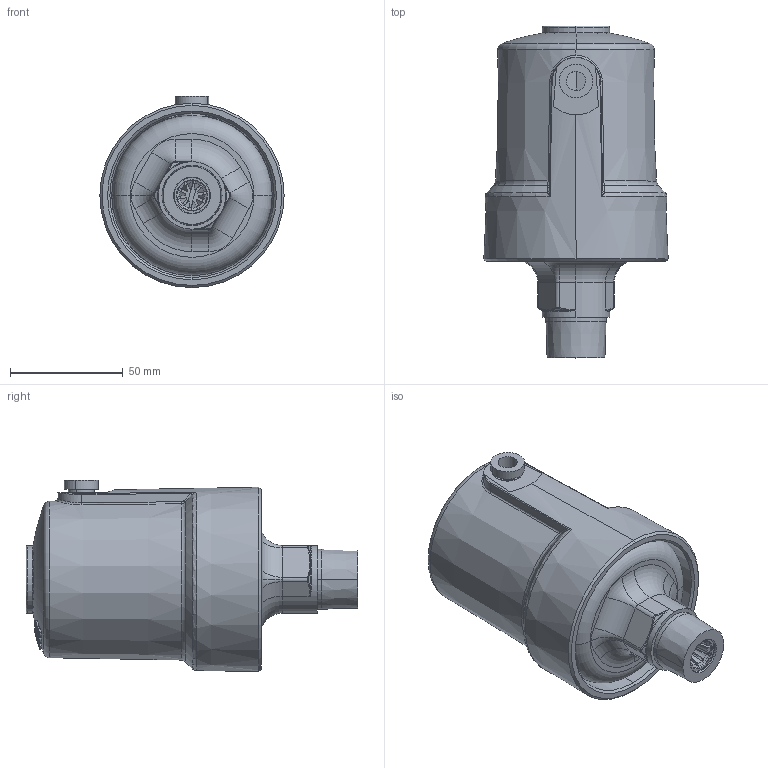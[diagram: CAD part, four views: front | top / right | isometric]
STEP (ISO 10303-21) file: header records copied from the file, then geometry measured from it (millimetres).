
FILE_DESCRIPTION (( 'STEP AP203' ), '1' );
FILE_NAME ('S-050-C.STEP', '2013-05-28T06:19:46', ( '' ), ( '' ), 'SwSTEP 2.0', 'SolidWorks 2012', '' );
FILE_SCHEMA (( 'CONFIG_CONTROL_DESIGN' ));
Length unit declared in the file: millimetre
Products named in the file (1): S-050-C
Bounding box: 81.91 x 147.5 x 84.96 mm (x, y, z)
Surface area: 45457.4 mm2 (no closed solid volume)
Topology: 0 solids, 7 shells, 291 faces, 901 edges, 606 vertices
Faces by surface type: bspline 101, plane 70, cylinder 41, torus 41, cone 38
Entity records: 15836 total; most frequent: CARTESIAN_POINT 8839, ORIENTED_EDGE 1578, DIRECTION 1090, EDGE_CURVE 895, VERTEX_POINT 606, AXIS2_PLACEMENT_3D 421, B_SPLINE_CURVE_WITH_KNOTS 417, EDGE_LOOP 313
